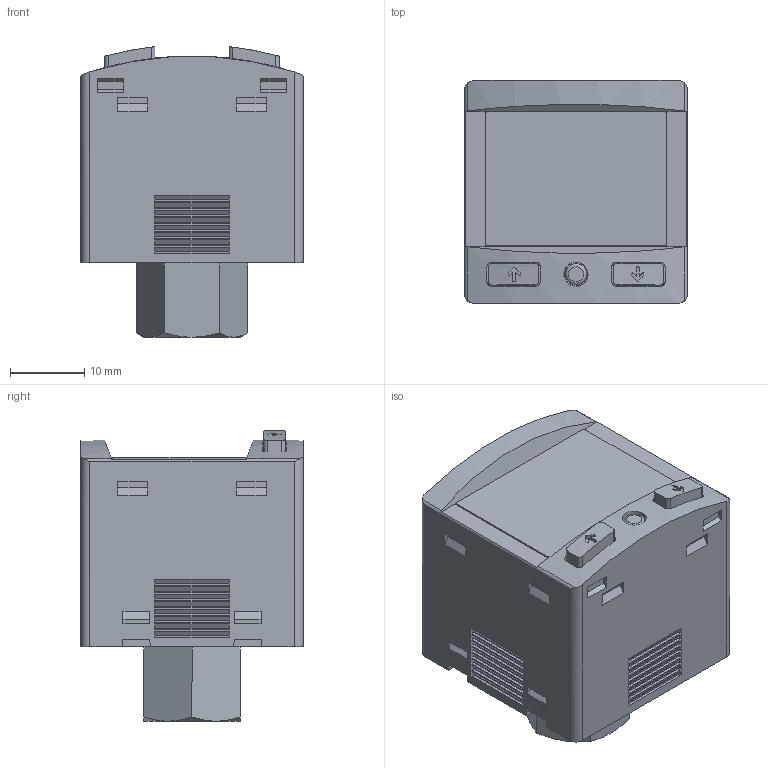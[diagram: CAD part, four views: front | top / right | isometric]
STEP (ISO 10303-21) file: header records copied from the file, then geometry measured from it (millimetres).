
FILE_DESCRIPTION(/* description */ ('STEP AP214'),/* implementation_level */ '2;1');
FILE_NAME(/* name */ '8134897_SPAN-P10R-G18F-PNLK-PNVBA-L1',/* time_stamp */ '2024-09-15T11:25:10+02:00',/* author */ ('License CC BY-ND 4.0'),/* organization */ ('CADENAS'),/* preprocessor_version */ 'ST-DEVELOPER v19.3',/* originating_system */ 'PARTsolutions',/* authorisation */ ' ');
FILE_SCHEMA (('AUTOMOTIVE_DESIGN {1 0 10303 214 3 1 1}'));
Length unit declared in the file: millimetre
Products named in the file (2): 8134897 SPAN-P10R-G18F-PNLK-PNVBA-L1---(high); 8003300 SPAN-P10-G18F----(high_s)
Assembly tree (1 placements, depth 2):
  8134897 SPAN-P10R-G18F-PNLK-PNVBA-L1---(high)
    8003300 SPAN-P10-G18F----(high_s)
Bounding box: 30 x 30 x 39.12 mm (x, y, z)
Volume: 23986.5 mm3; surface area: 6826.1 mm2
Topology: 1 solids, 1 shells, 462 faces, 1163 edges, 769 vertices
Faces by surface type: plane 403, cylinder 47, cone 11, torus 1
Full cylindrical faces by diameter (mm): 2.459 x2, 8.566 x1
Entity records: 16885 total; most frequent: CARTESIAN_POINT 2545, ORIENTED_EDGE 2306, DIRECTION 2117, EDGE_CURVE 1153, LINE 1015, VECTOR 1015, VERTEX_POINT 768, AXIS2_PLACEMENT_3D 551
